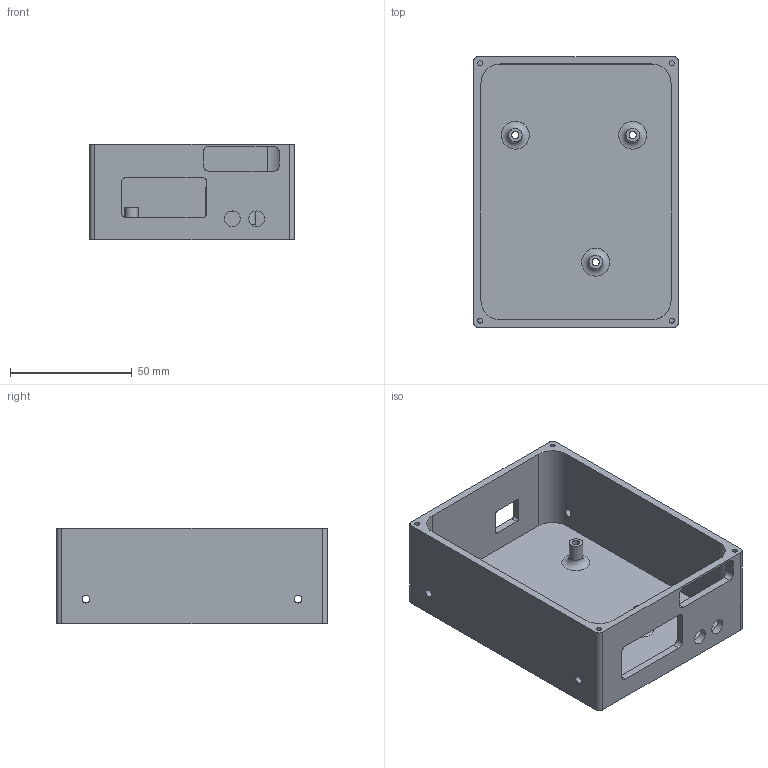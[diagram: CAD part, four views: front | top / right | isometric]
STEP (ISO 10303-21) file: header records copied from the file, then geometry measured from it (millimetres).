
FILE_DESCRIPTION( ( '' ), ' ' );
FILE_NAME( '5e46bd2a552870162144d029.step', '2020-02-14T15:30:51', ( '' ), ( '' ), ' ', ' ', ' ' );
FILE_SCHEMA( ( 'AUTOMOTIVE_DESIGN { 1 0 10303 214 1 1 1 1 }' ) );
Length unit declared in the file: metre
Products named in the file (1): case bottom v1
Bounding box: 84 x 111 x 39 mm (x, y, z)
Volume: 67661.6 mm3; surface area: 46112 mm2
Topology: 1 solids, 1 shells, 69 faces, 191 edges, 127 vertices
Faces by surface type: cylinder 36, plane 30, torus 3
Full cylindrical faces by diameter (mm): 2 x4, 3 x3, 3.2 x4, 5.5 x3, 6.5 x2
Entity records: 2768 total; most frequent: CARTESIAN_POINT 437, DIRECTION 376, ORIENTED_EDGE 332, EDGE_CURVE 166, AXIS2_PLACEMENT_3D 146, VERTEX_POINT 121, EDGE_LOOP 115, FACE_OUTER_BOUND 88
